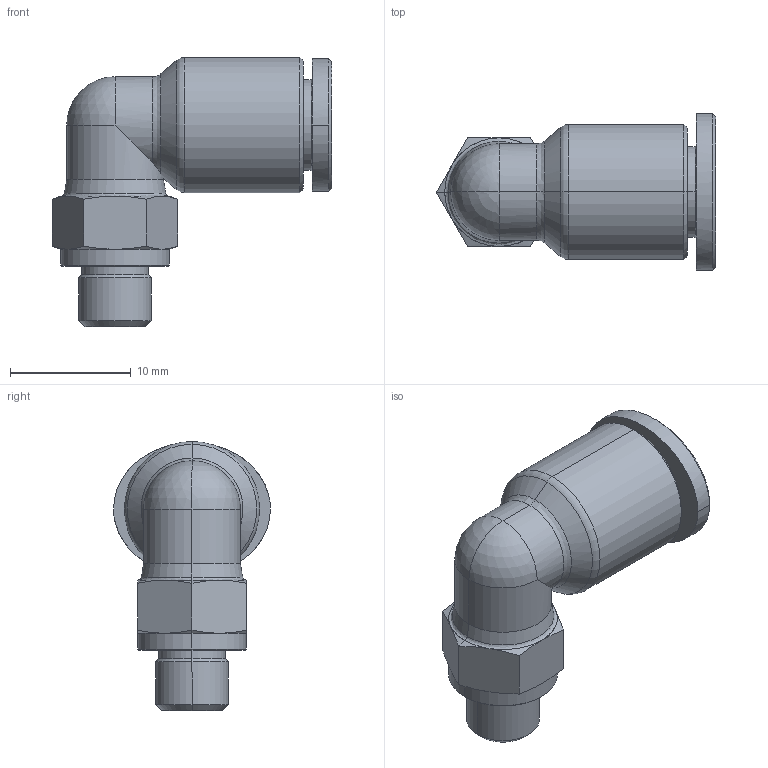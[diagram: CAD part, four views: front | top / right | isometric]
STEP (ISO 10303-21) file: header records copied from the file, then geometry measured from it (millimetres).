
FILE_DESCRIPTION((''),'2;1');
FILE_NAME('GPL 06M6(3D).stp','2012-12-20T19:01:14',(''),(''),'Mechanical Desktop.R8.0.24.0','Mechanical Desktop.R8.0.24.0',', , ');
FILE_SCHEMA(('CONFIG_CONTROL_DESIGN'));
Length unit declared in the file: millimetre
Products named in the file (2): GPL 06M6(3D); ºÎÇ°1
Assembly tree (1 placements, depth 2):
  GPL 06M6(3D)
    ºÎÇ°1
Bounding box: 23.15 x 13 x 22.3 mm (x, y, z)
Volume: 1816.4 mm3; surface area: 1686.9 mm2
Topology: 1 solids, 1 shells, 293 faces, 766 edges, 489 vertices
Faces by surface type: plane 190, bspline 36, cone 32, cylinder 31, sphere 2, torus 2
Entity records: 10131 total; most frequent: CARTESIAN_POINT 2946, ORIENTED_EDGE 1528, DIRECTION 1404, EDGE_CURVE 764, VECTOR 558, LINE 558, VERTEX_POINT 489, AXIS2_PLACEMENT_3D 423
